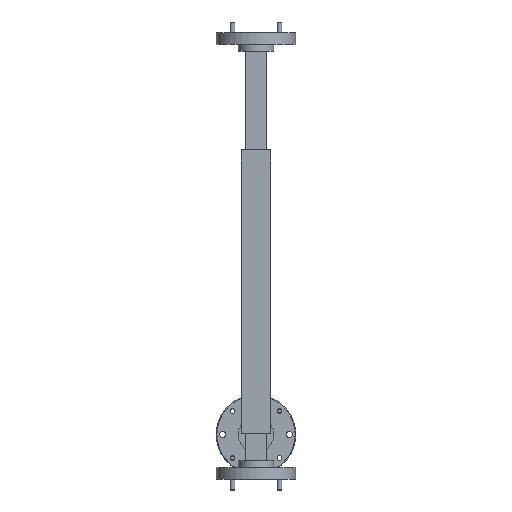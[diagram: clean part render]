
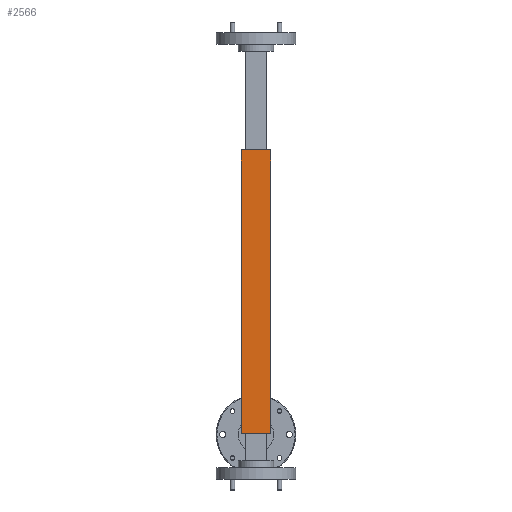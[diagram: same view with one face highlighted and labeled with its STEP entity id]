
A CAD part, front view. The second image highlights one B-rep face of the part: STEP entity #2566.
In plain terms, the highlighted planar face has unit normal (0, -1, 0).
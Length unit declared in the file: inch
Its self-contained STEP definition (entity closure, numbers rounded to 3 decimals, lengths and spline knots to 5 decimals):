
#325 = DIRECTION ( 'NONE',  ( 0., 0., -1. ) ) ;
#349 = DIRECTION ( 'NONE',  ( 0., 0., -1. ) ) ;
#575 = VECTOR ( 'NONE', #7273, 39.37008 ) ;
#671 = EDGE_CURVE ( 'NONE', #5035, #1811, #4245, .T. ) ;
#709 = CARTESIAN_POINT ( 'NONE',  ( 1.1081, 3.01309, 2.66212 ) ) ;
#756 = LINE ( 'NONE', #3452, #1585 ) ;
#933 = EDGE_CURVE ( 'NONE', #4390, #1811, #756, .T. ) ;
#985 = ORIENTED_EDGE ( 'NONE', *, *, #933, .F. ) ;
#1348 = VECTOR ( 'NONE', #2643, 39.37008 ) ;
#1585 = VECTOR ( 'NONE', #3013, 39.37008 ) ;
#1811 = VERTEX_POINT ( 'NONE', #3874 ) ;
#1890 = CARTESIAN_POINT ( 'NONE',  ( 1.1081, 3.01309, 6.66212 ) ) ;
#2005 = CARTESIAN_POINT ( 'NONE',  ( 1.5201, 3.01309, 6.66212 ) ) ;
#2114 = VECTOR ( 'NONE', #325, 39.37008 ) ;
#2160 = CARTESIAN_POINT ( 'NONE',  ( 1.5201, 3.01309, 6.66212 ) ) ;
#2316 = EDGE_CURVE ( 'NONE', #6405, #4390, #5564, .T. ) ;
#2464 = ORIENTED_EDGE ( 'NONE', *, *, #2316, .F. ) ;
#2566 = ADVANCED_FACE ( 'NONE', ( #5412 ), #4758, .F. ) ;
#2574 = EDGE_LOOP ( 'NONE', ( #4050, #985, #2464, #3744 ) ) ;
#2643 = DIRECTION ( 'NONE',  ( 1., 0., 0. ) ) ;
#3013 = DIRECTION ( 'NONE',  ( 0., 0., -1. ) ) ;
#3305 = CARTESIAN_POINT ( 'NONE',  ( 1.1081, 3.01309, 6.66212 ) ) ;
#3452 = CARTESIAN_POINT ( 'NONE',  ( 1.5201, 3.01309, 6.66212 ) ) ;
#3684 = DIRECTION ( 'NONE',  ( 0., 1., 0. ) ) ;
#3744 = ORIENTED_EDGE ( 'NONE', *, *, #6720, .T. ) ;
#3755 = LINE ( 'NONE', #3305, #2114 ) ;
#3874 = CARTESIAN_POINT ( 'NONE',  ( 1.5201, 3.01309, 2.66212 ) ) ;
#4050 = ORIENTED_EDGE ( 'NONE', *, *, #671, .T. ) ;
#4245 = LINE ( 'NONE', #7060, #1348 ) ;
#4390 = VERTEX_POINT ( 'NONE', #2160 ) ;
#4758 = PLANE ( 'NONE',  #6731 ) ;
#5035 = VERTEX_POINT ( 'NONE', #709 ) ;
#5049 = CARTESIAN_POINT ( 'NONE',  ( 1.5201, 3.01309, 6.66212 ) ) ;
#5412 = FACE_OUTER_BOUND ( 'NONE', #2574, .T. ) ;
#5564 = LINE ( 'NONE', #5049, #575 ) ;
#6405 = VERTEX_POINT ( 'NONE', #1890 ) ;
#6720 = EDGE_CURVE ( 'NONE', #6405, #5035, #3755, .T. ) ;
#6731 = AXIS2_PLACEMENT_3D ( 'NONE', #2005, #3684, #349 ) ;
#7060 = CARTESIAN_POINT ( 'NONE',  ( 1.5201, 3.01309, 2.66212 ) ) ;
#7273 = DIRECTION ( 'NONE',  ( 1., 0., 0. ) ) ;
